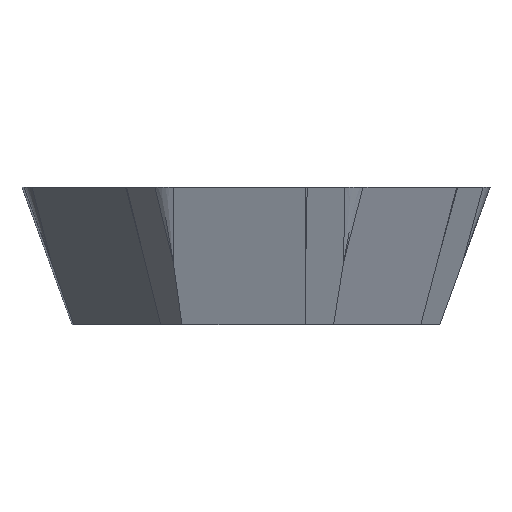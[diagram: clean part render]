
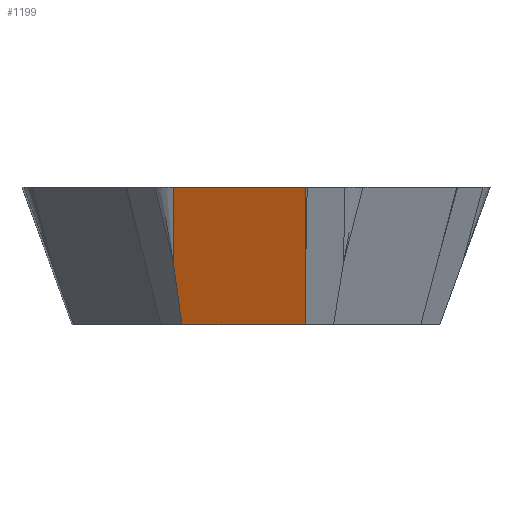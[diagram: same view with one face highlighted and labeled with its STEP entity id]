
A CAD part, front view. The second image highlights one B-rep face of the part: STEP entity #1199.
In plain terms, the highlighted planar face has unit normal (0, -0.94, -0.342).
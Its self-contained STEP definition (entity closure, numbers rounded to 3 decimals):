
#24=DIRECTION('',(1.,0.,0.));
#25=VECTOR('',#24,4.475);
#26=CARTESIAN_POINT('',(-2.69,-6.68,-5.));
#27=LINE('',#26,#25);
#145=DIRECTION('',(0.13,0.339,-0.932));
#146=VECTOR('',#145,2.418);
#147=CARTESIAN_POINT('',(-3.005,-7.5,-2.747));
#148=LINE('',#147,#146);
#173=DIRECTION('',(0.,0.342,-0.94));
#174=VECTOR('',#173,2.924);
#175=CARTESIAN_POINT('',(-3.005,-8.5,0.));
#176=LINE('',#175,#174);
#180=DIRECTION('',(0.,-0.342,0.94));
#181=VECTOR('',#180,2.924);
#182=CARTESIAN_POINT('',(1.807,-7.5,-2.747));
#183=LINE('',#182,#181);
#195=DIRECTION('',(1.,0.,0.));
#196=VECTOR('',#195,4.811);
#197=CARTESIAN_POINT('',(-3.005,-8.5,0.));
#198=LINE('',#197,#196);
#450=DIRECTION('',(0.009,-0.342,0.94));
#451=VECTOR('',#450,2.397);
#452=CARTESIAN_POINT('',(1.785,-6.68,-5.));
#453=LINE('',#452,#451);
#954=CARTESIAN_POINT('',(-3.005,-8.5,0.));
#956=VERTEX_POINT('',#954);
#985=CARTESIAN_POINT('',(-3.005,-7.5,-2.747));
#986=VERTEX_POINT('',#985);
#1015=CARTESIAN_POINT('',(-2.69,-6.68,-5.));
#1016=VERTEX_POINT('',#1015);
#1058=CARTESIAN_POINT('',(1.807,-8.5,0.));
#1060=VERTEX_POINT('',#1058);
#1089=CARTESIAN_POINT('',(1.807,-7.5,-2.747));
#1090=VERTEX_POINT('',#1089);
#1091=CARTESIAN_POINT('',(1.785,-6.68,-5.));
#1092=VERTEX_POINT('',#1091);
#1182=CARTESIAN_POINT('',(-4.641,-8.5,0.));
#1183=DIRECTION('',(0.,-0.94,-0.342));
#1184=DIRECTION('',(1.,0.,0.));
#1185=AXIS2_PLACEMENT_3D('',#1182,#1183,#1184);
#1186=PLANE('',#1185);
#1187=ORIENTED_EDGE('',*,*,#1168,.F.);
#1189=ORIENTED_EDGE('',*,*,#1188,.F.);
#1191=ORIENTED_EDGE('',*,*,#1190,.T.);
#1193=ORIENTED_EDGE('',*,*,#1192,.F.);
#1195=ORIENTED_EDGE('',*,*,#1194,.F.);
#1196=ORIENTED_EDGE('',*,*,#1124,.F.);
#1197=EDGE_LOOP('',(#1187,#1189,#1191,#1193,#1195,#1196));
#1198=FACE_OUTER_BOUND('',#1197,.F.);
#1124=EDGE_CURVE('',#1016,#1092,#27,.T.);
#1168=EDGE_CURVE('',#986,#1016,#148,.T.);
#1188=EDGE_CURVE('',#956,#986,#176,.T.);
#1190=EDGE_CURVE('',#956,#1060,#198,.T.);
#1192=EDGE_CURVE('',#1090,#1060,#183,.T.);
#1194=EDGE_CURVE('',#1092,#1090,#453,.T.);
#1199=ADVANCED_FACE('',(#1198),#1186,.T.);
